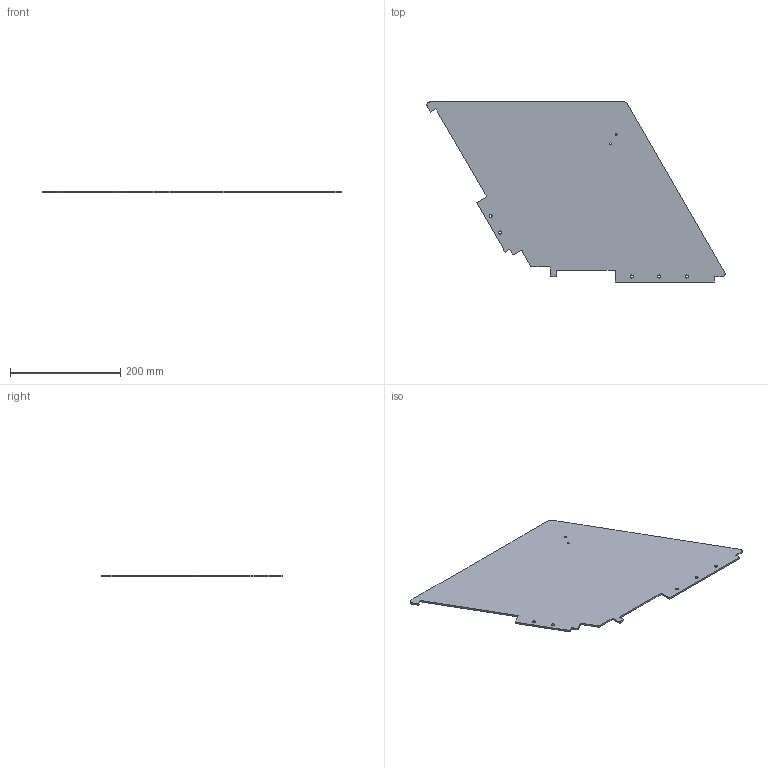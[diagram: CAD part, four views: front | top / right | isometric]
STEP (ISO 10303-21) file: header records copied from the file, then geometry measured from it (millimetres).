
FILE_DESCRIPTION(/* description */ (''),/* implementation_level */ '2;1');
FILE_NAME(/* name */ 'Acrylic_top.stp',/* time_stamp */ '2020-03-12T11:57:28-07:00',/* author */ ('Jorian Bruslind'),/* organization */ (''),/* preprocessor_version */ 'ST-DEVELOPER v17.2',/* originating_system */ 'Autodesk Inventor 2019',/* authorisation */ '');
FILE_SCHEMA (('AUTOMOTIVE_DESIGN { 1 0 10303 214 3 1 1 }'));
Length unit declared in the file: millimetre
Products named in the file (1): Acrylic_top
Bounding box: 540.18 x 326.1 x 3 mm (x, y, z)
Volume: 340332.6 mm3; surface area: 231836.3 mm2
Topology: 1 solids, 1 shells, 37 faces, 110 edges, 80 vertices
Faces by surface type: plane 22, cylinder 15
Full cylindrical faces by diameter (mm): 3.5 x2, 5.5 x5
Entity records: 1323 total; most frequent: CARTESIAN_POINT 223, DIRECTION 211, ORIENTED_EDGE 210, EDGE_CURVE 105, LINE 75, VECTOR 75, VERTEX_POINT 70, AXIS2_PLACEMENT_3D 68
